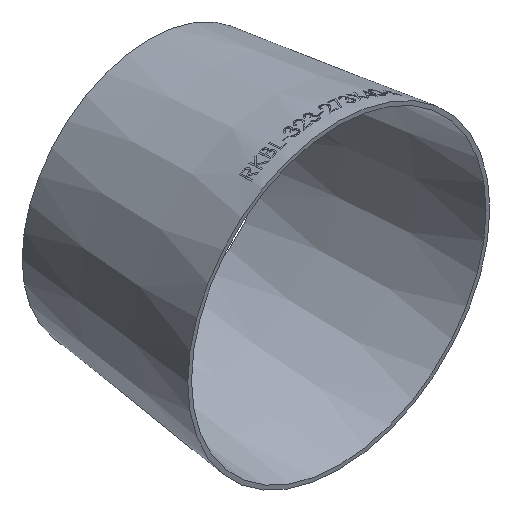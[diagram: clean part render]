
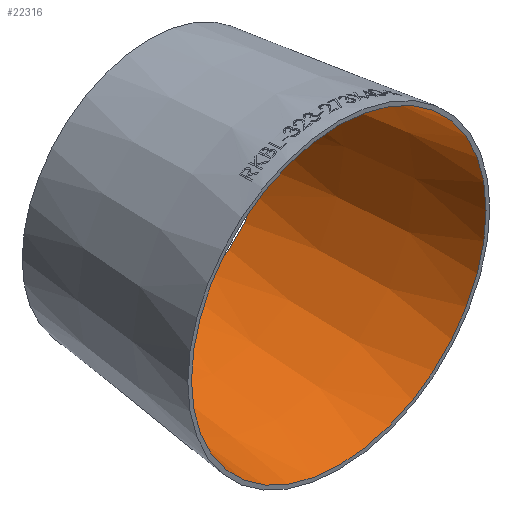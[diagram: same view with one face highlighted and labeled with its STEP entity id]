
A CAD part, isometric view. The second image highlights one B-rep face of the part: STEP entity #22316.
In plain terms, the highlighted conical face has half-angle 7.146 degrees and reference radius 157.919 mm.
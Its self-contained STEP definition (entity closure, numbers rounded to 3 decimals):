
#44 = CARTESIAN_POINT ( 'NONE',  ( 0., 0., 0. ) ) ;
#932 = CARTESIAN_POINT ( 'NONE',  ( 0., 203., 0. ) ) ;
#1500 = DIRECTION ( 'NONE',  ( 0., 0., -1. ) ) ;
#5430 = DIRECTION ( 'NONE',  ( 0., -1., 0. ) ) ;
#6079 = AXIS2_PLACEMENT_3D ( 'NONE', #932, #22891, #34200 ) ;
#6107 = CONICAL_SURFACE ( 'NONE', #31955, 157.919, 0.125 ) ;
#7409 = ORIENTED_EDGE ( 'NONE', *, *, #15943, .T. ) ;
#7720 = CARTESIAN_POINT ( 'NONE',  ( 0., 0., -157.919 ) ) ;
#10280 = FACE_OUTER_BOUND ( 'NONE', #29516, .T. ) ;
#15686 = FACE_BOUND ( 'NONE', #30374, .T. ) ;
#15943 = EDGE_CURVE ( 'NONE', #30218, #30218, #27342, .T. ) ;
#16016 = CARTESIAN_POINT ( 'NONE',  ( 0., 203., -132.469 ) ) ;
#17915 = ORIENTED_EDGE ( 'NONE', *, *, #21659, .F. ) ;
#20752 = DIRECTION ( 'NONE',  ( 0., -1., 0. ) ) ;
#21659 = EDGE_CURVE ( 'NONE', #35248, #35248, #23332, .T. ) ;
#22316 = ADVANCED_FACE ( 'NONE', ( #15686, #10280 ), #6107, .F. ) ;
#22891 = DIRECTION ( 'NONE',  ( 0., -1., 0. ) ) ;
#23332 = CIRCLE ( 'NONE', #6079, 132.469 ) ;
#27342 = CIRCLE ( 'NONE', #28457, 157.919 ) ;
#28457 = AXIS2_PLACEMENT_3D ( 'NONE', #31347, #20752, #1500 ) ;
#29516 = EDGE_LOOP ( 'NONE', ( #7409 ) ) ;
#29732 = DIRECTION ( 'NONE',  ( 0., 0., -1. ) ) ;
#30218 = VERTEX_POINT ( 'NONE', #7720 ) ;
#30374 = EDGE_LOOP ( 'NONE', ( #17915 ) ) ;
#31347 = CARTESIAN_POINT ( 'NONE',  ( 0., 0., 0. ) ) ;
#31955 = AXIS2_PLACEMENT_3D ( 'NONE', #44, #5430, #29732 ) ;
#34200 = DIRECTION ( 'NONE',  ( 0., 0., -1. ) ) ;
#35248 = VERTEX_POINT ( 'NONE', #16016 ) ;
